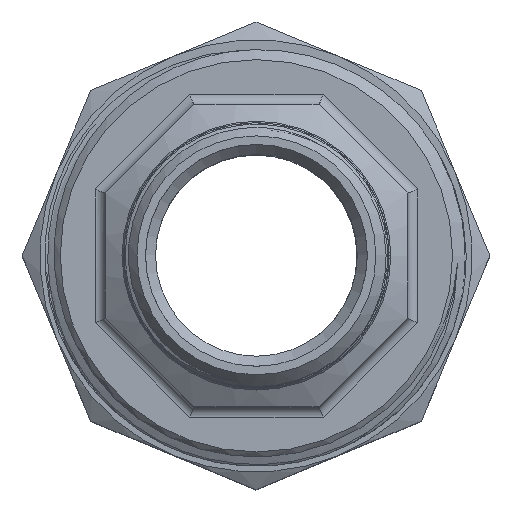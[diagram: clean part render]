
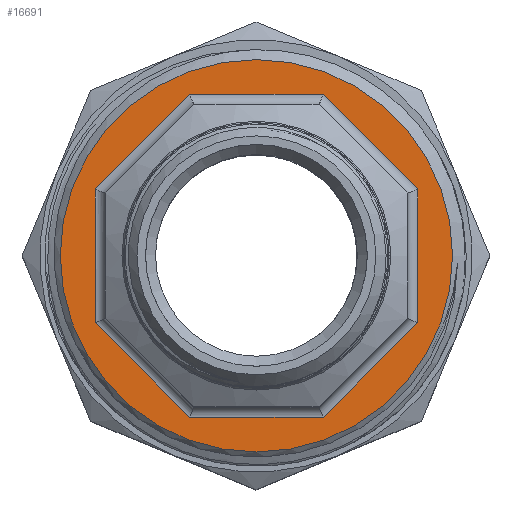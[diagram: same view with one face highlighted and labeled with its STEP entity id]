
A CAD part, top view. The second image highlights one B-rep face of the part: STEP entity #16691.
In plain terms, the highlighted face is planar.
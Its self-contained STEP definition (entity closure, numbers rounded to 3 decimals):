
#91=FACE_BOUND('',#1900,.T.);
#140=PLANE('',#17617);
#1014=FACE_OUTER_BOUND('',#1899,.T.);
#1899=EDGE_LOOP('',(#11860));
#1900=EDGE_LOOP('',(#11861,#11862,#11863,#11864,#11865,#11866,#11867,#11868));
#2791=CIRCLE('',#17596,19.451);
#2993=LINE('',#30135,#5238);
#2995=LINE('',#30142,#5240);
#2996=LINE('',#30145,#5241);
#2998=LINE('',#30151,#5243);
#3001=LINE('',#30159,#5246);
#3002=LINE('',#30163,#5247);
#3005=LINE('',#30171,#5250);
#3007=LINE('',#30175,#5252);
#5238=VECTOR('',#18614,10.);
#5240=VECTOR('',#18622,10.);
#5241=VECTOR('',#18625,10.);
#5243=VECTOR('',#18631,10.);
#5246=VECTOR('',#18638,10.);
#5247=VECTOR('',#18643,10.);
#5250=VECTOR('',#18650,10.);
#5252=VECTOR('',#18656,10.);
#7532=VERTEX_POINT('',#30125);
#7535=VERTEX_POINT('',#30132);
#7536=VERTEX_POINT('',#30134);
#7538=VERTEX_POINT('',#30140);
#7539=VERTEX_POINT('',#30144);
#7541=VERTEX_POINT('',#30150);
#7544=VERTEX_POINT('',#30158);
#7545=VERTEX_POINT('',#30162);
#7548=VERTEX_POINT('',#30170);
#9218=EDGE_CURVE('',#7532,#7532,#2791,.T.);
#9221=EDGE_CURVE('',#7535,#7536,#2993,.T.);
#9225=EDGE_CURVE('',#7538,#7535,#2995,.T.);
#9226=EDGE_CURVE('',#7539,#7538,#2996,.T.);
#9229=EDGE_CURVE('',#7541,#7539,#2998,.T.);
#9233=EDGE_CURVE('',#7536,#7544,#3001,.T.);
#9235=EDGE_CURVE('',#7545,#7541,#3002,.T.);
#9239=EDGE_CURVE('',#7544,#7548,#3005,.T.);
#9242=EDGE_CURVE('',#7548,#7545,#3007,.T.);
#11860=ORIENTED_EDGE('',*,*,#9218,.T.);
#11861=ORIENTED_EDGE('',*,*,#9221,.F.);
#11862=ORIENTED_EDGE('',*,*,#9225,.F.);
#11863=ORIENTED_EDGE('',*,*,#9226,.F.);
#11864=ORIENTED_EDGE('',*,*,#9229,.F.);
#11865=ORIENTED_EDGE('',*,*,#9235,.F.);
#11866=ORIENTED_EDGE('',*,*,#9242,.F.);
#11867=ORIENTED_EDGE('',*,*,#9239,.F.);
#11868=ORIENTED_EDGE('',*,*,#9233,.F.);
#16691=ADVANCED_FACE('',(#1014,#91),#140,.F.);
#17596=AXIS2_PLACEMENT_3D('',#30127,#18607,#18608);
#17617=AXIS2_PLACEMENT_3D('',#30206,#18670,#18671);
#18607=DIRECTION('center_axis',(1.,0.,0.));
#18608=DIRECTION('ref_axis',(0.,0.,
1.));
#18614=DIRECTION('',(0.,1.,0.));
#18622=DIRECTION('',(0.,0.707,-0.707));
#18625=DIRECTION('',(0.,0.,-1.));
#18631=DIRECTION('',(0.,-0.707,-0.707));
#18638=DIRECTION('',(0.,0.707,0.707));
#18643=DIRECTION('',(0.,-1.,0.));
#18650=DIRECTION('',(0.,0.,1.));
#18656=DIRECTION('',(0.,-0.707,0.707));
#18670=DIRECTION('center_axis',(-1.,0.,0.));
#18671=DIRECTION('ref_axis',(0.,0.,
1.));
#30125=CARTESIAN_POINT('',(7.2,0.,-19.451));
#30127=CARTESIAN_POINT('Origin',(7.2,0.,0.));
#30132=CARTESIAN_POINT('',(7.2,-6.627,-16.));
#30134=CARTESIAN_POINT('',(7.2,6.627,-16.));
#30135=CARTESIAN_POINT('',(7.2,7.107,-16.));
#30140=CARTESIAN_POINT('',(7.2,-16.,-6.627));
#30142=CARTESIAN_POINT('',(7.2,-8.318,-14.31));
#30144=CARTESIAN_POINT('',(7.2,-16.,6.627));
#30145=CARTESIAN_POINT('',(7.2,-16.,2.693));
#30150=CARTESIAN_POINT('',(7.2,-6.627,16.));
#30151=CARTESIAN_POINT('',(7.2,-4.51,18.118));
#30158=CARTESIAN_POINT('',(7.2,16.,-6.627));
#30159=CARTESIAN_POINT('',(7.2,14.31,-8.318));
#30162=CARTESIAN_POINT('',(7.2,6.627,16.));
#30163=CARTESIAN_POINT('',(7.2,12.493,16.));
#30170=CARTESIAN_POINT('',(7.2,16.,6.627));
#30171=CARTESIAN_POINT('',(7.2,16.,-2.693));
#30175=CARTESIAN_POINT('',(7.2,18.118,4.51));
#30206=CARTESIAN_POINT('Origin',(7.2,19.6,0.));
